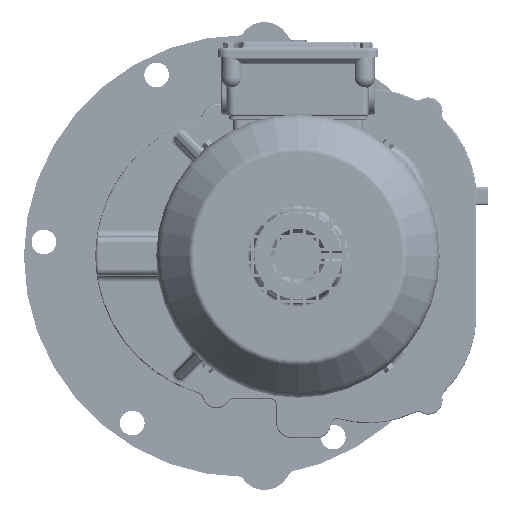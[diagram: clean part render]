
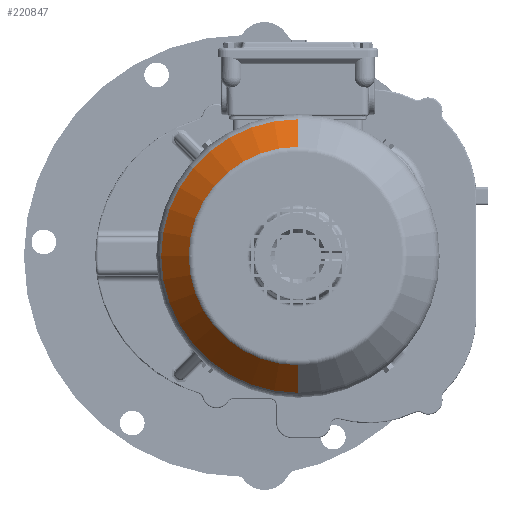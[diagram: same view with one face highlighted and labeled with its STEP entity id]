
A CAD part, left-side view. The second image highlights one B-rep face of the part: STEP entity #220847.
In plain terms, the highlighted conical face has half-angle 42 degrees and reference radius 105.147 mm.
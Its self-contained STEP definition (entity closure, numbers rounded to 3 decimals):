
#194 = VECTOR ( 'NONE', #255147, 1000. ) ;
#15890 = EDGE_CURVE ( 'NONE', #408205, #119484, #290558, .T. ) ;
#20648 = EDGE_LOOP ( 'NONE', ( #98604, #30838, #308609, #190709, #238434, #120746 ) ) ;
#28634 = VERTEX_POINT ( 'NONE', #260152 ) ;
#30838 = ORIENTED_EDGE ( 'NONE', *, *, #15890, .T. ) ;
#54235 = CARTESIAN_POINT ( 'NONE',  ( -138.484, -13.401, -7.772 ) ) ;
#58981 = DIRECTION ( 'NONE',  ( 1., 0., 0. ) ) ;
#83125 = CARTESIAN_POINT ( 'NONE',  ( -138.484, 91.747, -7.772 ) ) ;
#98604 = ORIENTED_EDGE ( 'NONE', *, *, #301659, .T. ) ;
#119484 = VERTEX_POINT ( 'NONE', #331413 ) ;
#120746 = ORIENTED_EDGE ( 'NONE', *, *, #387528, .T. ) ;
#121129 = CIRCLE ( 'NONE', #257585, 83.99 ) ;
#130157 = CARTESIAN_POINT ( 'NONE',  ( -138.484, -13.401, -7.772 ) ) ;
#146918 = CARTESIAN_POINT ( 'NONE',  ( -138.484, -13.401, -7.772 ) ) ;
#188662 = VERTEX_POINT ( 'NONE', #352590 ) ;
#190709 = ORIENTED_EDGE ( 'NONE', *, *, #295116, .F. ) ;
#191892 = CARTESIAN_POINT ( 'NONE',  ( -161.981, -13.401, -7.772 ) ) ;
#196545 = DIRECTION ( 'NONE',  ( 1., 0., 0. ) ) ;
#201223 = DIRECTION ( 'NONE',  ( 1., 0., 0. ) ) ;
#216358 = CARTESIAN_POINT ( 'NONE',  ( -138.484, -13.401, -112.919 ) ) ;
#220847 = ADVANCED_FACE ( 'NONE', ( #403197 ), #241038, .T. ) ;
#223240 = VECTOR ( 'NONE', #261315, 1000. ) ;
#223981 = EDGE_CURVE ( 'NONE', #232850, #119484, #236204, .T. ) ;
#232850 = VERTEX_POINT ( 'NONE', #83125 ) ;
#236204 = CIRCLE ( 'NONE', #455979, 105.147 ) ;
#238434 = ORIENTED_EDGE ( 'NONE', *, *, #271750, .F. ) ;
#241038 = CONICAL_SURFACE ( 'NONE', #400175, 105.147, 0.733 ) ;
#241342 = CARTESIAN_POINT ( 'NONE',  ( -161.981, -13.401, 76.218 ) ) ;
#250933 = CIRCLE ( 'NONE', #303826, 83.99 ) ;
#255147 = DIRECTION ( 'NONE',  ( 0.743, 0., 0.669 ) ) ;
#257585 = AXIS2_PLACEMENT_3D ( 'NONE', #288331, #279056, #428549 ) ;
#260152 = CARTESIAN_POINT ( 'NONE',  ( -161.981, 70.589, -7.772 ) ) ;
#261315 = DIRECTION ( 'NONE',  ( 0.743, 0., -0.669 ) ) ;
#271750 = EDGE_CURVE ( 'NONE', #379589, #188662, #405976, .T. ) ;
#279056 = DIRECTION ( 'NONE',  ( 1., 0., 0. ) ) ;
#288331 = CARTESIAN_POINT ( 'NONE',  ( -161.981, -13.401, -7.772 ) ) ;
#290558 = LINE ( 'NONE', #435437, #194 ) ;
#295116 = EDGE_CURVE ( 'NONE', #188662, #232850, #315615, .T. ) ;
#301659 = EDGE_CURVE ( 'NONE', #28634, #408205, #250933, .T. ) ;
#303826 = AXIS2_PLACEMENT_3D ( 'NONE', #191892, #196545, #407732 ) ;
#308609 = ORIENTED_EDGE ( 'NONE', *, *, #223981, .F. ) ;
#310191 = DIRECTION ( 'NONE',  ( 0., 0., -1. ) ) ;
#315615 = CIRCLE ( 'NONE', #399074, 105.147 ) ;
#331413 = CARTESIAN_POINT ( 'NONE',  ( -138.484, -13.401, 97.375 ) ) ;
#348228 = DIRECTION ( 'NONE',  ( 0., 1., 0. ) ) ;
#352590 = CARTESIAN_POINT ( 'NONE',  ( -138.484, -13.401, -112.919 ) ) ;
#365013 = CARTESIAN_POINT ( 'NONE',  ( -161.981, -13.401, -91.761 ) ) ;
#379589 = VERTEX_POINT ( 'NONE', #365013 ) ;
#387528 = EDGE_CURVE ( 'NONE', #379589, #28634, #121129, .T. ) ;
#399074 = AXIS2_PLACEMENT_3D ( 'NONE', #54235, #201223, #348228 ) ;
#400175 = AXIS2_PLACEMENT_3D ( 'NONE', #130157, #58981, #310191 ) ;
#403197 = FACE_OUTER_BOUND ( 'NONE', #20648, .T. ) ;
#405976 = LINE ( 'NONE', #216358, #223240 ) ;
#407732 = DIRECTION ( 'NONE',  ( 0., 0., -1. ) ) ;
#408205 = VERTEX_POINT ( 'NONE', #241342 ) ;
#428549 = DIRECTION ( 'NONE',  ( 0., 0., -1. ) ) ;
#434017 = DIRECTION ( 'NONE',  ( 1., 0., 0. ) ) ;
#435437 = CARTESIAN_POINT ( 'NONE',  ( -138.484, -13.401, 97.375 ) ) ;
#441003 = DIRECTION ( 'NONE',  ( 0., 1., 0. ) ) ;
#455979 = AXIS2_PLACEMENT_3D ( 'NONE', #146918, #434017, #441003 ) ;
